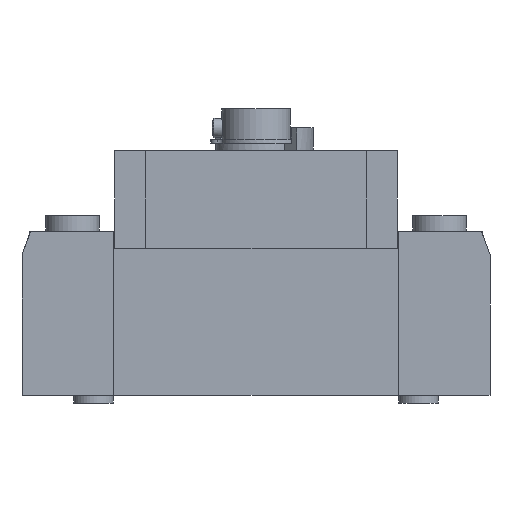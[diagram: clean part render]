
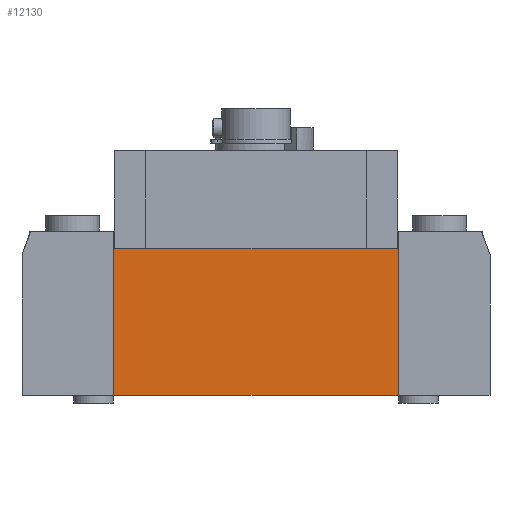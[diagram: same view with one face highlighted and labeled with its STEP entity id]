
A CAD part, left-side view. The second image highlights one B-rep face of the part: STEP entity #12130.
In plain terms, the highlighted planar face has unit normal (-1, 0, 0).
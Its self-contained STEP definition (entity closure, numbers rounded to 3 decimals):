
#7457=CARTESIAN_POINT('',(-70.,37.2,26.75));
#7458=VERTEX_POINT('',#7457);
#7465=CARTESIAN_POINT('',(-70.,-37.2,26.75));
#7466=VERTEX_POINT('',#7465);
#7467=CARTESIAN_POINT('',(-70.,-37.2,26.75));
#7468=DIRECTION('',(0.0,1.0,0.0));
#7469=VECTOR('',#7468,74.4);
#7470=LINE('',#7467,#7469);
#7471=EDGE_CURVE('',#7466,#7458,#7470,.T.);
#8296=CARTESIAN_POINT('',(-70.,-37.2,-11.75));
#8297=VERTEX_POINT('',#8296);
#8304=CARTESIAN_POINT('',(-70.,37.2,-11.75));
#8305=VERTEX_POINT('',#8304);
#8306=CARTESIAN_POINT('',(-70.,-37.2,-11.75));
#8307=DIRECTION('',(0.0,1.0,0.0));
#8308=VECTOR('',#8307,74.4);
#8309=LINE('',#8306,#8308);
#8310=EDGE_CURVE('',#8297,#8305,#8309,.T.);
#8692=CARTESIAN_POINT('',(-70.,-37.2,26.75));
#8693=DIRECTION('',(0.0,0.0,-1.0));
#8694=VECTOR('',#8693,38.5);
#8695=LINE('',#8692,#8694);
#8696=EDGE_CURVE('',#7466,#8297,#8695,.T.);
#9597=CARTESIAN_POINT('',(-70.,37.2,26.75));
#9598=DIRECTION('',(0.0,0.0,-1.0));
#9599=VECTOR('',#9598,38.5);
#9600=LINE('',#9597,#9599);
#9601=EDGE_CURVE('',#7458,#8305,#9600,.T.);
#12119=CARTESIAN_POINT('',(-70.,37.2,26.75));
#12120=DIRECTION('',(-1.0,0.0,0.0));
#12121=DIRECTION('',(0.0,0.0,1.0));
#12122=AXIS2_PLACEMENT_3D('',#12119,#12120,#12121);
#12123=PLANE('',#12122);
#12124=ORIENTED_EDGE('',*,*,#9601,.T.);
#12125=ORIENTED_EDGE('',*,*,#8310,.F.);
#12126=ORIENTED_EDGE('',*,*,#8696,.F.);
#12127=ORIENTED_EDGE('',*,*,#7471,.T.);
#12128=EDGE_LOOP('',(#12124,#12125,#12126,#12127));
#12129=FACE_OUTER_BOUND('',#12128,.T.);
#12130=ADVANCED_FACE('',(#12129),#12123,.T.);
